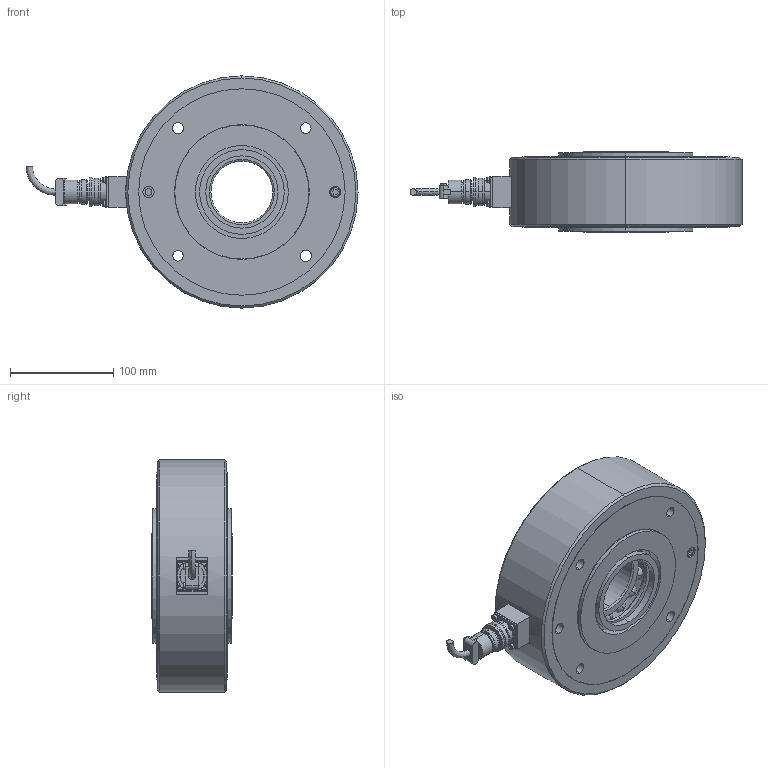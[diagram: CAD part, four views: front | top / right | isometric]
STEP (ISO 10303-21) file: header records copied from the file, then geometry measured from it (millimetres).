
FILE_DESCRIPTION (( 'STEP AP203' ), '1' );
FILE_NAME ('31104349_stp_-.step', '2021-12-03T13:20:41', ( '' ), ( '' ), 'SwSTEP 2.0', 'SolidWorks 2018', '' );
FILE_SCHEMA (( 'CONFIG_CONTROL_DESIGN' ));
Length unit declared in the file: millimetre
Products named in the file (13): 49258_01; 49026_01; 49610_01; 43404.02_01; Si-Ring DIN472_D110x3.5_spezial; 31101677_V-070A; Zyl-Schr DIN912_M3x25; Zyl-Schr DIN912_M6x60; 31104349_stp_-; 49163.03__alt_01; PKL_2212_01; Federringe_DIN127A_M03; FLANSCHDOSE_14S-2P_4-POLIG
Assembly tree (20 placements, depth 2):
  31104349_stp_-
    49163.03__alt_01
    49258_01
    49610_01
    43404.02_01  x2
    49026_01
    PKL_2212_01
    31101677_V-070A  x2
    Si-Ring DIN472_D110x3.5_spezial
    Federringe_DIN127A_M03  x4
    Zyl-Schr DIN912_M3x25  x4
    Zyl-Schr DIN912_M6x60
    FLANSCHDOSE_14S-2P_4-POLIG
Bounding box: 321.65 x 78.3 x 225 mm (x, y, z)
Volume: 2241150.4 mm3; surface area: 437157.5 mm2
Topology: 51 solids, 51 shells, 583 faces, 1433 edges, 921 vertices
Faces by surface type: cylinder 280, plane 149, sphere 62, cone 48, torus 42, bspline 2
Entity records: 15359 total; most frequent: DIRECTION 2656, CARTESIAN_POINT 2494, ORIENTED_EDGE 2088, AXIS2_PLACEMENT_3D 1135, EDGE_CURVE 1044, VERTEX_POINT 697, CIRCLE 645, EDGE_LOOP 603
